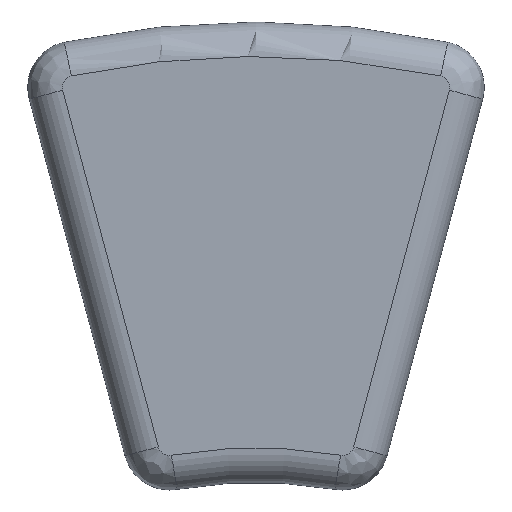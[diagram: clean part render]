
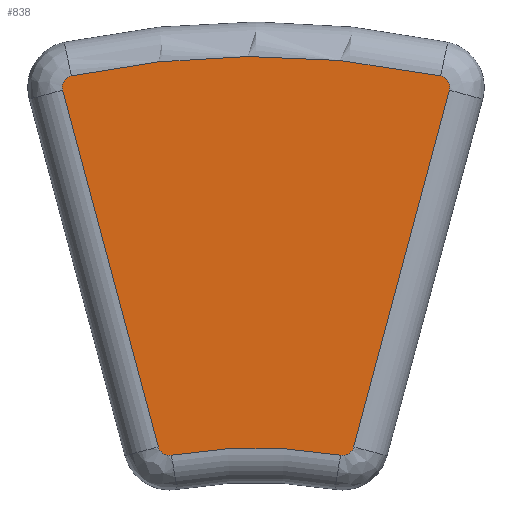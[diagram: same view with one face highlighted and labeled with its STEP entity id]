
A CAD part, top view. The second image highlights one B-rep face of the part: STEP entity #838.
In plain terms, the highlighted planar face has unit normal (0, 0, 1).
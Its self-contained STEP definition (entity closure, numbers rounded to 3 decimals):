
#18=PLANE('',#931);
#43=ELLIPSE('',#933,43.971,43.48);
#58=LINE('',#1572,#104);
#59=LINE('',#1609,#105);
#104=VECTOR('',#1077,1000.);
#105=VECTOR('',#1080,1000.);
#178=B_SPLINE_CURVE_WITH_KNOTS('',3,(#1575,#1576,#1577,#1578,#1579,#1580,
#1581,#1582,#1583,#1584,#1585,#1586,#1587,#1588,#1589,#1590,#1591,#1592,
#1593,#1594,#1595,#1596,#1597,#1598,#1599,#1600,#1601,#1602,#1603,#1604,
#1605,#1606,#1607,#1608),.UNSPECIFIED.,.F.,.F.,(4,2,2,2,2,2,2,2,2,2,2,2,
2,2,2,2,4),(0.,0.081,0.163,0.219,0.239,
0.25,0.336,0.421,0.5,
0.581,0.662,0.719,0.739,0.75,0.832,
0.916,1.),.UNSPECIFIED.);
#211=FACE_OUTER_BOUND('',#264,.T.);
#264=EDGE_LOOP('',(#610,#611,#612,#613,#614,#615,#616,#617));
#310=CIRCLE('',#901,1.);
#327=CIRCLE('',#932,1.);
#328=CIRCLE('',#934,1.);
#329=CIRCLE('',#935,1.);
#352=VERTEX_POINT('',#1275);
#353=VERTEX_POINT('',#1276);
#392=VERTEX_POINT('',#1564);
#393=VERTEX_POINT('',#1565);
#394=VERTEX_POINT('',#1567);
#395=VERTEX_POINT('',#1569);
#396=VERTEX_POINT('',#1571);
#397=VERTEX_POINT('',#1573);
#434=EDGE_CURVE('',#352,#353,#310,.T.);
#477=EDGE_CURVE('',#392,#393,#327,.T.);
#478=EDGE_CURVE('',#392,#394,#43,.T.);
#479=EDGE_CURVE('',#395,#394,#328,.T.);
#480=EDGE_CURVE('',#395,#396,#58,.T.);
#481=EDGE_CURVE('',#397,#396,#329,.T.);
#482=EDGE_CURVE('',#397,#353,#178,.T.);
#483=EDGE_CURVE('',#352,#393,#59,.T.);
#610=ORIENTED_EDGE('',*,*,#477,.F.);
#611=ORIENTED_EDGE('',*,*,#478,.T.);
#612=ORIENTED_EDGE('',*,*,#479,.F.);
#613=ORIENTED_EDGE('',*,*,#480,.T.);
#614=ORIENTED_EDGE('',*,*,#481,.F.);
#615=ORIENTED_EDGE('',*,*,#482,.T.);
#616=ORIENTED_EDGE('',*,*,#434,.F.);
#617=ORIENTED_EDGE('',*,*,#483,.T.);
#838=ADVANCED_FACE('',(#211),#18,.T.);
#901=AXIS2_PLACEMENT_3D('',#1277,#1003,#1004);
#931=AXIS2_PLACEMENT_3D('',#1563,#1069,#1070);
#932=AXIS2_PLACEMENT_3D('',#1566,#1071,#1072);
#933=AXIS2_PLACEMENT_3D('',#1568,#1073,#1074);
#934=AXIS2_PLACEMENT_3D('',#1570,#1075,#1076);
#935=AXIS2_PLACEMENT_3D('',#1574,#1078,#1079);
#1003=DIRECTION('center_axis',(0.,0.,
-1.));
#1004=DIRECTION('ref_axis',(-1.,0.,0.));
#1069=DIRECTION('center_axis',(0.,0.,1.));
#1070=DIRECTION('ref_axis',(-1.,0.,0.));
#1071=DIRECTION('center_axis',(0.,0.,
-1.));
#1072=DIRECTION('ref_axis',(-0.966,-0.259,0.));
#1073=DIRECTION('center_axis',(0.,0.,
-1.));
#1074=DIRECTION('ref_axis',(0.006,1.,0.));
#1075=DIRECTION('center_axis',(0.,0.,
-1.));
#1076=DIRECTION('ref_axis',(-0.171,-0.985,0.));
#1077=DIRECTION('',(0.259,0.966,0.));
#1078=DIRECTION('center_axis',(0.,0.,
-1.));
#1079=DIRECTION('ref_axis',(0.966,-0.259,0.));
#1080=DIRECTION('',(0.259,-0.966,0.));
#1275=CARTESIAN_POINT('',(-16.788,14.076,4.));
#1276=CARTESIAN_POINT('',(-16.031,15.313,4.));
#1277=CARTESIAN_POINT('Origin',(-15.823,14.335,4.));
#1563=CARTESIAN_POINT('Origin',(15.823,14.335,4.));
#1564=CARTESIAN_POINT('',(-7.35,-17.633,4.));
#1565=CARTESIAN_POINT('',(-8.487,-16.906,4.));
#1566=CARTESIAN_POINT('Origin',(-7.521,-16.648,4.));
#1567=CARTESIAN_POINT('',(7.35,-17.633,4.));
#1568=CARTESIAN_POINT('Origin',(-0.006,-60.971,
4.));
#1569=CARTESIAN_POINT('',(8.487,-16.906,4.));
#1570=CARTESIAN_POINT('Origin',(7.521,-16.648,4.));
#1571=CARTESIAN_POINT('',(16.788,14.076,4.));
#1572=CARTESIAN_POINT('',(8.487,-16.906,4.));
#1573=CARTESIAN_POINT('',(16.031,15.313,4.));
#1574=CARTESIAN_POINT('Origin',(15.823,14.335,4.));
#1575=CARTESIAN_POINT('Ctrl Pts',(16.031,15.313,4.));
#1576=CARTESIAN_POINT('Ctrl Pts',(15.174,15.495,4.));
#1577=CARTESIAN_POINT('Ctrl Pts',(14.315,15.663,4.));
#1578=CARTESIAN_POINT('Ctrl Pts',(12.592,15.968,4.));
#1579=CARTESIAN_POINT('Ctrl Pts',(11.728,16.107,4.));
#1580=CARTESIAN_POINT('Ctrl Pts',(10.27,16.314,4.));
#1581=CARTESIAN_POINT('Ctrl Pts',(9.677,16.392,4.));
#1582=CARTESIAN_POINT('Ctrl Pts',(8.866,16.488,4.));
#1583=CARTESIAN_POINT('Ctrl Pts',(8.649,16.513,4.));
#1584=CARTESIAN_POINT('Ctrl Pts',(8.315,16.55,4.));
#1585=CARTESIAN_POINT('Ctrl Pts',(8.199,16.562,4.));
#1586=CARTESIAN_POINT('Ctrl Pts',(7.163,16.672,4.));
#1587=CARTESIAN_POINT('Ctrl Pts',(6.243,16.752,4.));
#1588=CARTESIAN_POINT('Ctrl Pts',(4.401,16.88,4.));
#1589=CARTESIAN_POINT('Ctrl Pts',(3.479,16.927,4.));
#1590=CARTESIAN_POINT('Ctrl Pts',(1.705,16.986,4.));
#1591=CARTESIAN_POINT('Ctrl Pts',(0.853,17.,4.));
#1592=CARTESIAN_POINT('Ctrl Pts',(-0.876,17.,4.));
#1593=CARTESIAN_POINT('Ctrl Pts',(-1.75,16.985,4.));
#1594=CARTESIAN_POINT('Ctrl Pts',(-3.499,16.925,4.));
#1595=CARTESIAN_POINT('Ctrl Pts',(-4.372,16.881,4.));
#1596=CARTESIAN_POINT('Ctrl Pts',(-5.855,16.78,4.));
#1597=CARTESIAN_POINT('Ctrl Pts',(-6.465,16.731,4.));
#1598=CARTESIAN_POINT('Ctrl Pts',(-7.289,16.655,4.));
#1599=CARTESIAN_POINT('Ctrl Pts',(-7.505,16.634,4.));
#1600=CARTESIAN_POINT('Ctrl Pts',(-7.841,16.6,4.));
#1601=CARTESIAN_POINT('Ctrl Pts',(-7.962,16.587,4.));
#1602=CARTESIAN_POINT('Ctrl Pts',(-8.953,16.483,4.));
#1603=CARTESIAN_POINT('Ctrl Pts',(-9.821,16.376,4.));
#1604=CARTESIAN_POINT('Ctrl Pts',(-11.583,16.129,4.));
#1605=CARTESIAN_POINT('Ctrl Pts',(-12.476,15.988,4.));
#1606=CARTESIAN_POINT('Ctrl Pts',(-14.257,15.674,4.));
#1607=CARTESIAN_POINT('Ctrl Pts',(-15.145,15.501,4.));
#1608=CARTESIAN_POINT('Ctrl Pts',(-16.031,15.313,4.));
#1609=CARTESIAN_POINT('',(-16.788,14.076,4.));
